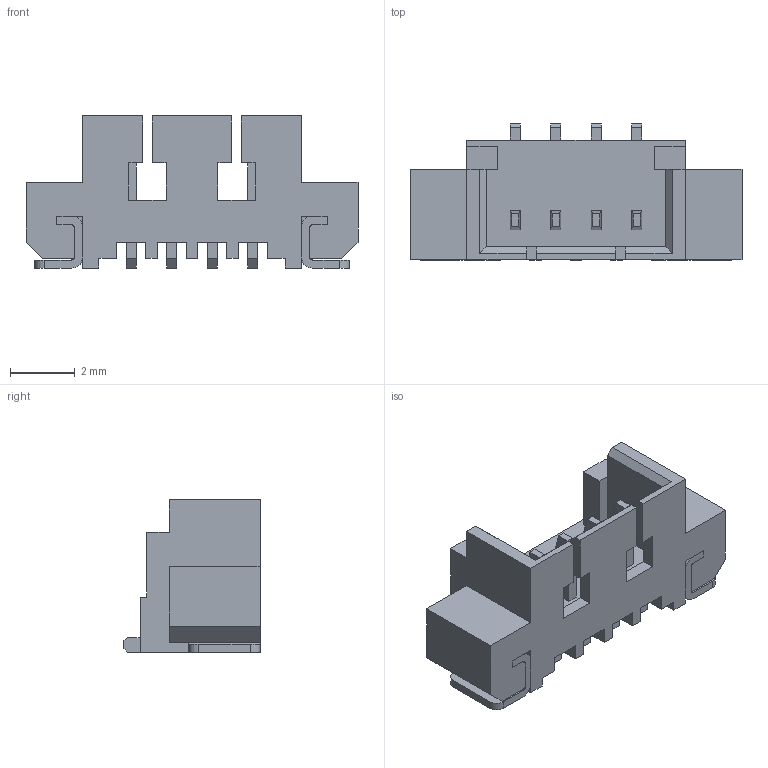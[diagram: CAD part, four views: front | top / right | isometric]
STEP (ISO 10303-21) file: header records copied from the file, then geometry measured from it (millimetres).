
FILE_DESCRIPTION(/* description */ ('model of Molex_PicoBlade_53398-0471_04x1.25mm_Straight.'),/* implementation_level */ FILE_NAME(/* name */ 'Molex_PicoBlade_53398-0471_04x1.25mm_Straight..stp',/* time_stamp */ '2017-02-22T17:10:21',/* author */ ('Rene Poeschl',''),/* organization */ (''),/* preprocessor_version */ '',/* originating_system */ '',/* authorisation */ '');
FILE_NAME(/* name */ 'Molex_PicoBlade_53398-0471_04x1.25mm_Straight..stp',/* time_stamp */ '2017-02-22T17:10:21',/* author */ ('Rene Poeschl',''),/* organization */ (''),/* preprocessor_version */ '',/* originating_system */ '',/* authorisation */ '');
FILE_SCHEMA(('AUTOMOTIVE_DESIGN_CC2 { 1 2 10303 214 -1 1 5 4 }'));
Length unit declared in the file: millimetre
Products named in the file (1): Molex_53398_0471
Bounding box: 10.25 x 4.2 x 4.7 mm (x, y, z)
Volume: 75 mm3; surface area: 261.9 mm2
Topology: 1 solids, 1 shells, 187 faces, 521 edges, 344 vertices
Faces by surface type: plane 175, cylinder 12
Entity records: 13955 total; most frequent: CARTESIAN_POINT 2253, DIRECTION 1884, LINE 1437, VECTOR 1437, ORIENTED_EDGE 1042, PCURVE 1042, DEFINITIONAL_REPRESENTATION 1042, EDGE_CURVE 521
